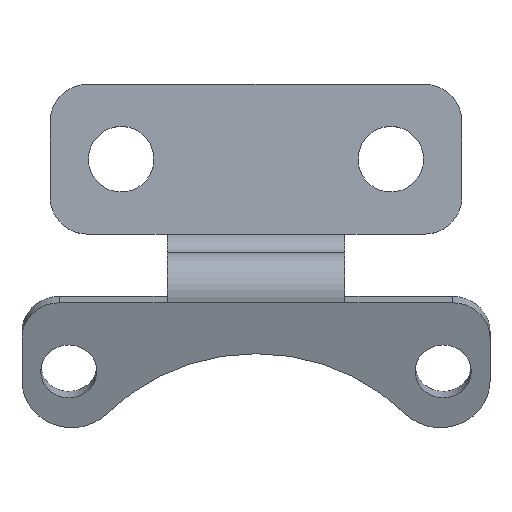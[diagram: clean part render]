
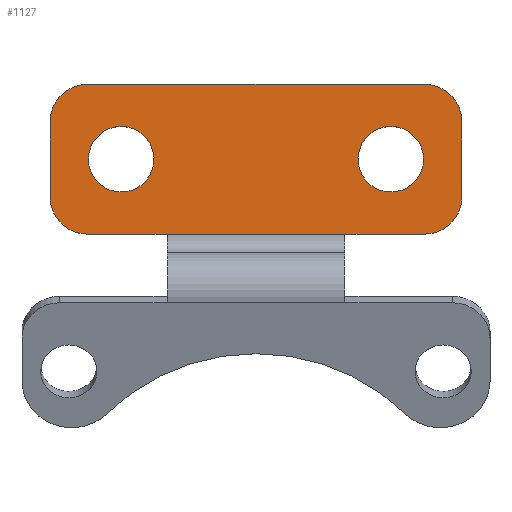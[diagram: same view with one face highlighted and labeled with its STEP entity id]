
A CAD part, top view. The second image highlights one B-rep face of the part: STEP entity #1127.
In plain terms, the highlighted planar face has unit normal (0, 0, 1).
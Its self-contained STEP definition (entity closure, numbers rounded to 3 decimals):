
#595=CARTESIAN_POINT('',(-4.75,-4.0,0.5));
#596=VERTEX_POINT('',#595);
#603=CARTESIAN_POINT('',(-9.0,-4.0,0.5));
#604=VERTEX_POINT('',#603);
#605=CARTESIAN_POINT('',(-4.75,-4.,0.5));
#606=DIRECTION('',(-1.0,0.0,0.0));
#607=VECTOR('',#606,4.25);
#608=LINE('',#605,#607);
#609=EDGE_CURVE('',#596,#604,#608,.T.);
#676=CARTESIAN_POINT('',(4.75,-4.0,0.5));
#677=VERTEX_POINT('',#676);
#722=CARTESIAN_POINT('',(9.0,-4.,0.5));
#723=VERTEX_POINT('',#722);
#730=CARTESIAN_POINT('',(9.0,-4.,0.5));
#731=DIRECTION('',(-1.0,0.0,0.0));
#732=VECTOR('',#731,4.25);
#733=LINE('',#730,#732);
#734=EDGE_CURVE('',#723,#677,#733,.T.);
#799=CARTESIAN_POINT('',(4.75,-4.,0.5));
#800=DIRECTION('',(-1.0,0.0,0.0));
#801=VECTOR('',#800,9.5);
#802=LINE('',#799,#801);
#803=EDGE_CURVE('',#677,#596,#802,.T.);
#823=CARTESIAN_POINT('',(-11.,-2.,0.5));
#824=VERTEX_POINT('',#823);
#825=CARTESIAN_POINT('',(-9.,-2.0,0.5));
#826=DIRECTION('',(0.0,0.0,-1.0));
#827=DIRECTION('',(-0.707,-0.707,0.0));
#828=AXIS2_PLACEMENT_3D('',#825,#826,#827);
#829=CIRCLE('',#828,2.0);
#830=EDGE_CURVE('',#604,#824,#829,.T.);
#930=CARTESIAN_POINT('',(11.0,-2.,0.5));
#931=VERTEX_POINT('',#930);
#938=CARTESIAN_POINT('',(9.0,-2.,0.5));
#939=DIRECTION('',(0.0,0.0,-1.0));
#940=DIRECTION('',(0.707,-0.707,0.0));
#941=AXIS2_PLACEMENT_3D('',#938,#939,#940);
#942=CIRCLE('',#941,2.0);
#943=EDGE_CURVE('',#931,#723,#942,.T.);
#956=CARTESIAN_POINT('',(11.0,2.,0.5));
#957=VERTEX_POINT('',#956);
#964=CARTESIAN_POINT('',(11.0,2.,0.5));
#965=DIRECTION('',(0.0,-1.0,0.0));
#966=VECTOR('',#965,4.);
#967=LINE('',#964,#966);
#968=EDGE_CURVE('',#957,#931,#967,.T.);
#979=CARTESIAN_POINT('',(9.0,4.,0.5));
#980=VERTEX_POINT('',#979);
#987=CARTESIAN_POINT('',(9.0,2.,0.5));
#988=DIRECTION('',(0.0,0.0,-1.0));
#989=DIRECTION('',(0.707,0.707,0.0));
#990=AXIS2_PLACEMENT_3D('',#987,#988,#989);
#991=CIRCLE('',#990,2.0);
#992=EDGE_CURVE('',#980,#957,#991,.T.);
#1005=CARTESIAN_POINT('',(-9.0,4.0,0.5));
#1006=VERTEX_POINT('',#1005);
#1013=CARTESIAN_POINT('',(-9.0,4.0,0.5));
#1014=DIRECTION('',(1.0,0.0,0.0));
#1015=VECTOR('',#1014,18.0);
#1016=LINE('',#1013,#1015);
#1017=EDGE_CURVE('',#1006,#980,#1016,.T.);
#1027=CARTESIAN_POINT('',(-11.,2.,0.5));
#1028=VERTEX_POINT('',#1027);
#1029=CARTESIAN_POINT('',(-9.0,2.0,0.5));
#1030=DIRECTION('',(0.0,0.0,-1.0));
#1031=DIRECTION('',(-0.707,0.707,0.0));
#1032=AXIS2_PLACEMENT_3D('',#1029,#1030,#1031);
#1033=CIRCLE('',#1032,2.0);
#1034=EDGE_CURVE('',#1028,#1006,#1033,.T.);
#1053=CARTESIAN_POINT('',(-11.,-2.,0.5));
#1054=DIRECTION('',(0.0,1.0,0.0));
#1055=VECTOR('',#1054,4.);
#1056=LINE('',#1053,#1055);
#1057=EDGE_CURVE('',#824,#1028,#1056,.T.);
#1072=CARTESIAN_POINT('',(8.953,0.,0.5));
#1073=VERTEX_POINT('',#1072);
#1074=CARTESIAN_POINT('',(7.203,0.0,0.5));
#1075=DIRECTION('',(0.0,0.0,-1.0));
#1076=DIRECTION('',(-1.0,0.0,0.0));
#1077=AXIS2_PLACEMENT_3D('',#1074,#1075,#1076);
#1078=CIRCLE('',#1077,1.75);
#1079=EDGE_CURVE('',#1073,#1073,#1078,.T.);
#1092=CARTESIAN_POINT('',(-5.453,0.,0.5));
#1093=VERTEX_POINT('',#1092);
#1094=CARTESIAN_POINT('',(-7.203,0.0,0.5));
#1095=DIRECTION('',(0.0,0.0,-1.0));
#1096=DIRECTION('',(-1.0,0.0,0.0));
#1097=AXIS2_PLACEMENT_3D('',#1094,#1095,#1096);
#1098=CIRCLE('',#1097,1.75);
#1099=EDGE_CURVE('',#1093,#1093,#1098,.T.);
#1104=CARTESIAN_POINT('',(0.,0.,0.5));
#1105=DIRECTION('',(0.0,0.0,1.0));
#1106=DIRECTION('',(1.0,0.0,0.0));
#1107=AXIS2_PLACEMENT_3D('',#1104,#1105,#1106);
#1108=PLANE('',#1107);
#1109=ORIENTED_EDGE('',*,*,#830,.F.);
#1110=ORIENTED_EDGE('',*,*,#609,.F.);
#1111=ORIENTED_EDGE('',*,*,#803,.F.);
#1112=ORIENTED_EDGE('',*,*,#734,.F.);
#1113=ORIENTED_EDGE('',*,*,#943,.F.);
#1114=ORIENTED_EDGE('',*,*,#968,.F.);
#1115=ORIENTED_EDGE('',*,*,#992,.F.);
#1116=ORIENTED_EDGE('',*,*,#1017,.F.);
#1117=ORIENTED_EDGE('',*,*,#1034,.F.);
#1118=ORIENTED_EDGE('',*,*,#1057,.F.);
#1119=EDGE_LOOP('',(#1109,#1110,#1111,#1112,#1113,#1114,#1115,#1116,#1117,#1118));
#1120=FACE_OUTER_BOUND('',#1119,.T.);
#1121=ORIENTED_EDGE('',*,*,#1079,.T.);
#1122=EDGE_LOOP('',(#1121));
#1123=FACE_BOUND('',#1122,.T.);
#1124=ORIENTED_EDGE('',*,*,#1099,.T.);
#1125=EDGE_LOOP('',(#1124));
#1126=FACE_BOUND('',#1125,.T.);
#1127=ADVANCED_FACE('',(#1120,#1123,#1126),#1108,.T.);
